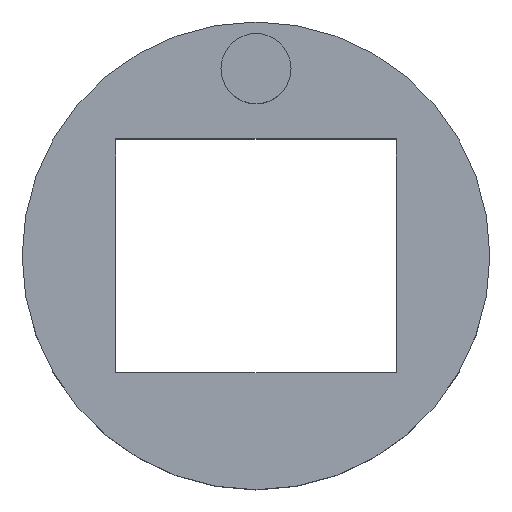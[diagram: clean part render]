
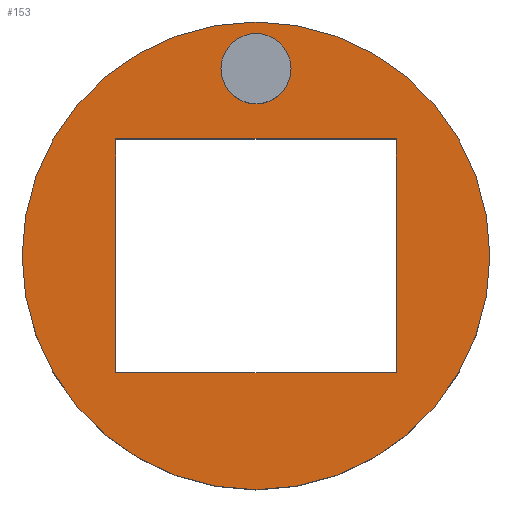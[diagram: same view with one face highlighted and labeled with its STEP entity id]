
A CAD part, top view. The second image highlights one B-rep face of the part: STEP entity #153.
In plain terms, the highlighted planar face has unit normal (0, 0, 1).
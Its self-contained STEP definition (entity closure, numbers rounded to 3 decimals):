
#15=FACE_BOUND('',#42,.T.);
#16=FACE_BOUND('',#43,.T.);
#23=PLANE('',#180);
#32=FACE_OUTER_BOUND('',#41,.T.);
#41=EDGE_LOOP('',(#133));
#42=EDGE_LOOP('',(#134));
#43=EDGE_LOOP('',(#135,#136,#137,#138));
#47=LINE('',#235,#61);
#51=LINE('',#243,#65);
#54=LINE('',#249,#68);
#57=LINE('',#254,#71);
#61=VECTOR('',#195,10.);
#65=VECTOR('',#201,10.);
#68=VECTOR('',#206,10.);
#71=VECTOR('',#211,10.);
#75=CIRCLE('',#171,7.5);
#76=CIRCLE('',#178,50.);
#79=VERTEX_POINT('',#228);
#80=VERTEX_POINT('',#233);
#81=VERTEX_POINT('',#234);
#84=VERTEX_POINT('',#242);
#86=VERTEX_POINT('',#248);
#88=VERTEX_POINT('',#257);
#92=EDGE_CURVE('',#79,#79,#75,.T.);
#93=EDGE_CURVE('',#80,#81,#47,.T.);
#97=EDGE_CURVE('',#84,#80,#51,.T.);
#100=EDGE_CURVE('',#86,#84,#54,.T.);
#103=EDGE_CURVE('',#81,#86,#57,.T.);
#105=EDGE_CURVE('',#88,#88,#76,.T.);
#133=ORIENTED_EDGE('',*,*,#105,.T.);
#134=ORIENTED_EDGE('',*,*,#92,.T.);
#135=ORIENTED_EDGE('',*,*,#93,.T.);
#136=ORIENTED_EDGE('',*,*,#103,.T.);
#137=ORIENTED_EDGE('',*,*,#100,.T.);
#138=ORIENTED_EDGE('',*,*,#97,.T.);
#153=ADVANCED_FACE('',(#32,#15,#16),#23,.T.);
#171=AXIS2_PLACEMENT_3D('',#230,#189,#190);
#178=AXIS2_PLACEMENT_3D('',#258,#215,#216);
#180=AXIS2_PLACEMENT_3D('',#262,#220,#221);
#189=DIRECTION('center_axis',(0.,0.,-1.));
#190=DIRECTION('ref_axis',(-1.,0.,0.));
#195=DIRECTION('',(-1.,0.,0.));
#201=DIRECTION('',(0.,-1.,0.));
#206=DIRECTION('',(1.,0.,0.));
#211=DIRECTION('',(0.,1.,0.));
#215=DIRECTION('center_axis',(0.,0.,1.));
#216=DIRECTION('ref_axis',(1.,0.,0.));
#220=DIRECTION('center_axis',(0.,0.,1.));
#221=DIRECTION('ref_axis',(1.,0.,0.));
#228=CARTESIAN_POINT('',(7.5,40.,30.));
#230=CARTESIAN_POINT('Origin',(0.,40.,30.));
#233=CARTESIAN_POINT('',(30.,-25.,30.));
#234=CARTESIAN_POINT('',(-30.,-25.,30.));
#235=CARTESIAN_POINT('',(15.,-25.,30.));
#242=CARTESIAN_POINT('',(30.,25.,30.));
#243=CARTESIAN_POINT('',(30.,12.5,30.));
#248=CARTESIAN_POINT('',(-30.,25.,30.));
#249=CARTESIAN_POINT('',(-15.,25.,30.));
#254=CARTESIAN_POINT('',(-30.,-12.5,30.));
#257=CARTESIAN_POINT('',(-50.,0.,30.));
#258=CARTESIAN_POINT('Origin',(0.,0.,30.));
#262=CARTESIAN_POINT('Origin',(0.,0.,30.));
